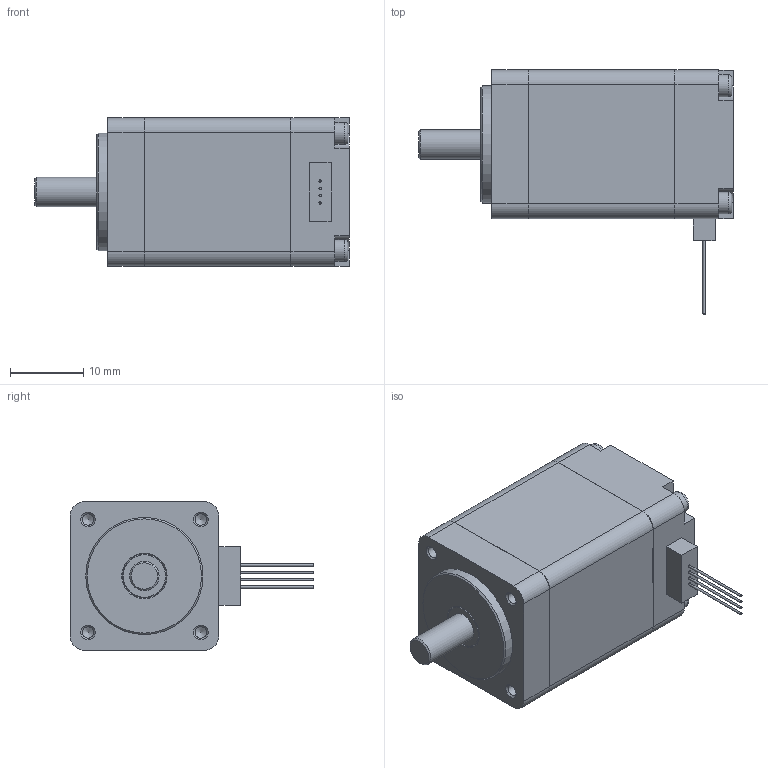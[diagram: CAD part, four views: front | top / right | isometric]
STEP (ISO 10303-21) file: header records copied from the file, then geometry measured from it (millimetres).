
FILE_DESCRIPTION(/* description */ ('STEP AP203'),/* implementation_level */ '2;1');
FILE_NAME(/* name */ 'C-20STM01',/* time_stamp */ '2023-11-26T04:04:58+01:00',/* author */ ('License CC BY-ND 4.0'),/* organization */ ('CADENAS'),/* preprocessor_version */ 'ST-DEVELOPER v19.3',/* originating_system */ 'PARTsolutions',/* authorisation */ ' ');
FILE_SCHEMA (('CONFIG_CONTROL_DESIGN'));
Length unit declared in the file: millimetre
Products named in the file (1): C-20STM01
Bounding box: 43 x 33.3 x 20.3 mm (x, y, z)
Volume: 13866.2 mm3; surface area: 3856.6 mm2
Topology: 1 solids, 1 shells, 182 faces, 466 edges, 308 vertices
Faces by surface type: plane 108, cylinder 54, cone 16, torus 4
Full cylindrical faces by diameter (mm): 0.32 x4, 1.567 x4, 3 x4, 4 x1, 16 x1
Entity records: 5272 total; most frequent: DIRECTION 912, CARTESIAN_POINT 901, ORIENTED_EDGE 838, EDGE_CURVE 419, AXIS2_PLACEMENT_3D 310, VERTEX_POINT 299, LINE 292, VECTOR 292
